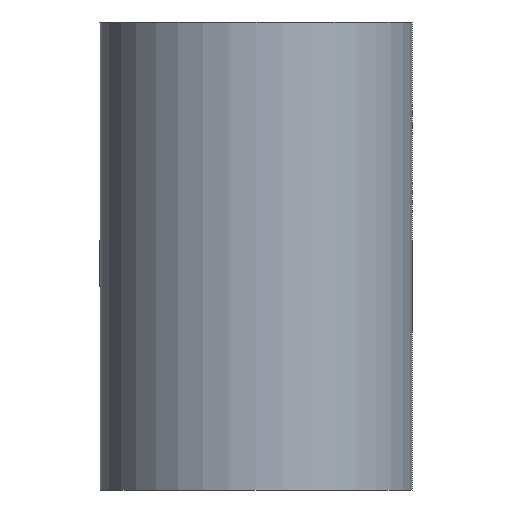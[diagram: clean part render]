
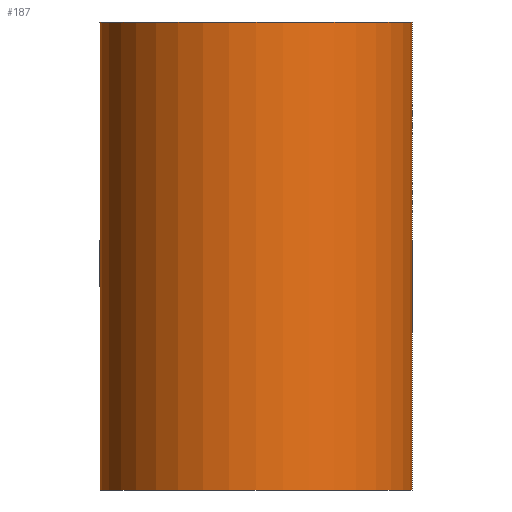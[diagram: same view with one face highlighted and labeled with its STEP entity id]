
A CAD part, left-side view. The second image highlights one B-rep face of the part: STEP entity #187.
In plain terms, the highlighted cylindrical face has radius 5 mm (diameter 10 mm), a full revolution.
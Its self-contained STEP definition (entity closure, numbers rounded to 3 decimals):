
#33=FACE_OUTER_BOUND('',#47,.T.);
#47=EDGE_LOOP('',(#154,#155,#156,#157,#158,#159,#160,#161));
#58=LINE('',#334,#70);
#59=LINE('',#337,#71);
#60=LINE('',#338,#72);
#70=VECTOR('',#278,10.);
#71=VECTOR('',#281,10.);
#72=VECTOR('',#282,5.);
#80=CIRCLE('',#216,5.);
#82=CIRCLE('',#219,5.);
#83=CIRCLE('',#220,5.);
#86=CIRCLE('',#225,5.);
#92=VERTEX_POINT('',#310);
#95=VERTEX_POINT('',#316);
#96=VERTEX_POINT('',#318);
#97=VERTEX_POINT('',#320);
#101=VERTEX_POINT('',#333);
#102=VERTEX_POINT('',#335);
#110=EDGE_CURVE('',#92,#92,#80,.T.);
#113=EDGE_CURVE('',#95,#96,#82,.T.);
#114=EDGE_CURVE('',#96,#97,#83,.T.);
#121=EDGE_CURVE('',#95,#101,#58,.T.);
#122=EDGE_CURVE('',#102,#101,#86,.T.);
#123=EDGE_CURVE('',#97,#102,#59,.T.);
#124=EDGE_CURVE('',#96,#92,#60,.T.);
#154=ORIENTED_EDGE('',*,*,#121,.T.);
#155=ORIENTED_EDGE('',*,*,#122,.F.);
#156=ORIENTED_EDGE('',*,*,#123,.F.);
#157=ORIENTED_EDGE('',*,*,#114,.F.);
#158=ORIENTED_EDGE('',*,*,#124,.T.);
#159=ORIENTED_EDGE('',*,*,#110,.F.);
#160=ORIENTED_EDGE('',*,*,#124,.F.);
#161=ORIENTED_EDGE('',*,*,#113,.F.);
#178=CYLINDRICAL_SURFACE('',#224,5.);
#187=ADVANCED_FACE('',(#33),#178,.T.);
#216=AXIS2_PLACEMENT_3D('',#311,#255,#256);
#219=AXIS2_PLACEMENT_3D('',#319,#262,#263);
#220=AXIS2_PLACEMENT_3D('',#321,#264,#265);
#224=AXIS2_PLACEMENT_3D('',#332,#276,#277);
#225=AXIS2_PLACEMENT_3D('',#336,#279,#280);
#255=DIRECTION('center_axis',(0.,0.,1.));
#256=DIRECTION('ref_axis',(-1.,0.,0.));
#262=DIRECTION('center_axis',(0.,0.,-1.));
#263=DIRECTION('ref_axis',(-1.,0.,0.));
#264=DIRECTION('center_axis',(0.,0.,-1.));
#265=DIRECTION('ref_axis',(-1.,0.,0.));
#276=DIRECTION('center_axis',(0.,0.,-1.));
#277=DIRECTION('ref_axis',(-1.,0.,0.));
#278=DIRECTION('',(0.,0.,-1.));
#279=DIRECTION('center_axis',(0.,0.,-1.));
#280=DIRECTION('ref_axis',(-1.,0.,0.));
#281=DIRECTION('',(0.,0.,-1.));
#282=DIRECTION('',(0.,0.,1.));
#310=CARTESIAN_POINT('',(5.,0.,10.));
#311=CARTESIAN_POINT('Origin',(0.,0.,10.));
#316=CARTESIAN_POINT('',(0.,5.,0.));
#318=CARTESIAN_POINT('',(5.,0.,0.));
#319=CARTESIAN_POINT('Origin',(0.,0.,0.));
#320=CARTESIAN_POINT('',(0.,-5.,0.));
#321=CARTESIAN_POINT('Origin',(0.,0.,0.));
#332=CARTESIAN_POINT('Origin',(0.,0.,0.));
#333=CARTESIAN_POINT('',(0.,5.,-5.));
#334=CARTESIAN_POINT('',(0.,5.,0.));
#335=CARTESIAN_POINT('',(0.,-5.,-5.));
#336=CARTESIAN_POINT('Origin',(0.,0.,-5.));
#337=CARTESIAN_POINT('',(0.,-5.,0.));
#338=CARTESIAN_POINT('',(5.,0.,0.));
